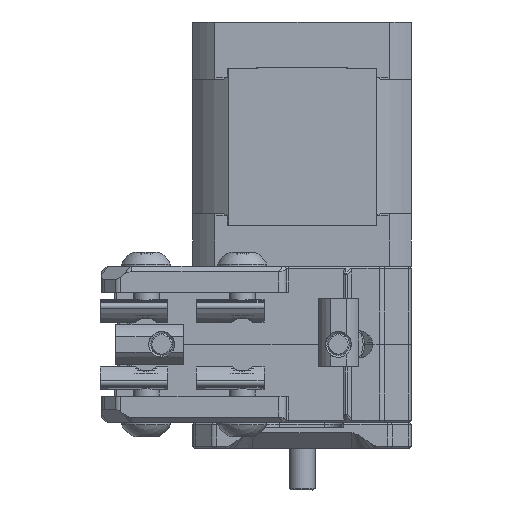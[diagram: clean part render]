
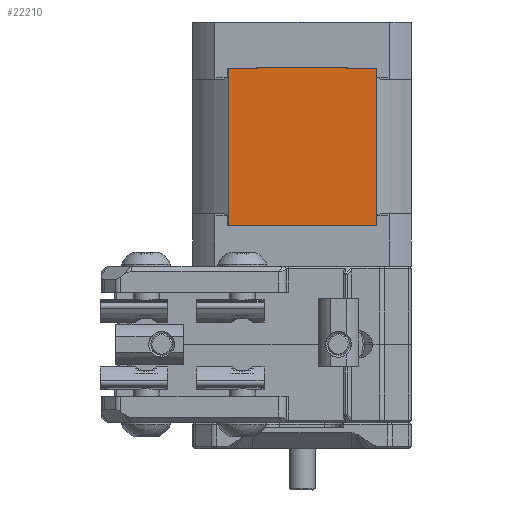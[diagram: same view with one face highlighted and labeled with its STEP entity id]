
A CAD part, left-side view. The second image highlights one B-rep face of the part: STEP entity #22210.
In plain terms, the highlighted planar face has unit normal (-1, 0, 0).
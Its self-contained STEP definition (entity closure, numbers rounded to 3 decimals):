
#1269=PLANE('',#24595);
#3032=LINE('',#39328,#4804);
#3035=LINE('',#39339,#4807);
#3037=LINE('',#39348,#4809);
#3039=LINE('',#39352,#4811);
#3041=LINE('',#39355,#4813);
#3240=LINE('',#40029,#5012);
#3242=LINE('',#40036,#5014);
#3243=LINE('',#40038,#5015);
#3244=LINE('',#40040,#5016);
#3245=LINE('',#40042,#5017);
#3246=LINE('',#40044,#5018);
#3247=LINE('',#40045,#5019);
#4804=VECTOR('',#29427,30.2);
#4807=VECTOR('',#29436,0.1);
#4809=VECTOR('',#29444,0.1);
#4811=VECTOR('',#29450,5.724);
#4813=VECTOR('',#29454,5.724);
#5012=VECTOR('',#30109,17.012);
#5014=VECTOR('',#30117,0.1);
#5015=VECTOR('',#30118,5.724);
#5016=VECTOR('',#30119,30.2);
#5017=VECTOR('',#30120,5.724);
#5018=VECTOR('',#30121,0.1);
#5019=VECTOR('',#30122,17.012);
#6424=FACE_OUTER_BOUND('',#7766,.T.);
#7766=EDGE_LOOP('',(#19156,#19157,#19158,#19159,#19160,#19161,#19162,#19163,
#19164,#19165,#19166,#19167));
#10613=VERTEX_POINT('',#39325);
#10614=VERTEX_POINT('',#39327);
#10618=VERTEX_POINT('',#39336);
#10619=VERTEX_POINT('',#39338);
#10622=VERTEX_POINT('',#39345);
#10623=VERTEX_POINT('',#39347);
#10840=VERTEX_POINT('',#40027);
#10842=VERTEX_POINT('',#40035);
#10843=VERTEX_POINT('',#40037);
#10844=VERTEX_POINT('',#40039);
#10845=VERTEX_POINT('',#40041);
#10846=VERTEX_POINT('',#40043);
#13372=EDGE_CURVE('',#10614,#10613,#3032,.T.);
#13377=EDGE_CURVE('',#10619,#10618,#3035,.T.);
#13381=EDGE_CURVE('',#10623,#10622,#3037,.T.);
#13384=EDGE_CURVE('',#10613,#10623,#3039,.T.);
#13386=EDGE_CURVE('',#10618,#10614,#3041,.T.);
#13707=EDGE_CURVE('',#10622,#10840,#3240,.T.);
#13710=EDGE_CURVE('',#10840,#10842,#3242,.T.);
#13711=EDGE_CURVE('',#10843,#10842,#3243,.T.);
#13712=EDGE_CURVE('',#10844,#10843,#3244,.T.);
#13713=EDGE_CURVE('',#10845,#10844,#3245,.T.);
#13714=EDGE_CURVE('',#10845,#10846,#3246,.T.);
#13715=EDGE_CURVE('',#10846,#10619,#3247,.T.);
#19156=ORIENTED_EDGE('',*,*,#13707,.T.);
#19157=ORIENTED_EDGE('',*,*,#13710,.T.);
#19158=ORIENTED_EDGE('',*,*,#13711,.F.);
#19159=ORIENTED_EDGE('',*,*,#13712,.F.);
#19160=ORIENTED_EDGE('',*,*,#13713,.F.);
#19161=ORIENTED_EDGE('',*,*,#13714,.T.);
#19162=ORIENTED_EDGE('',*,*,#13715,.T.);
#19163=ORIENTED_EDGE('',*,*,#13377,.T.);
#19164=ORIENTED_EDGE('',*,*,#13386,.T.);
#19165=ORIENTED_EDGE('',*,*,#13372,.T.);
#19166=ORIENTED_EDGE('',*,*,#13384,.T.);
#19167=ORIENTED_EDGE('',*,*,#13381,.T.);
#22210=ADVANCED_FACE('',(#6424),#1269,.T.);
#24595=AXIS2_PLACEMENT_3D('',#40034,#30115,#30116);
#29427=DIRECTION('',(0.,0.,-1.));
#29436=DIRECTION('',(0.,0.,-1.));
#29444=DIRECTION('',(0.,0.,-1.));
#29450=DIRECTION('',(0.,-1.,0.));
#29454=DIRECTION('',(0.,1.,0.));
#30109=DIRECTION('',(0.,-1.,0.));
#30115=DIRECTION('center_axis',(-1.,0.,0.));
#30116=DIRECTION('ref_axis',(0.,0.,1.));
#30117=DIRECTION('',(0.,0.,1.));
#30118=DIRECTION('',(0.,1.,0.));
#30119=DIRECTION('',(0.,0.,-1.));
#30120=DIRECTION('',(0.,-1.,0.));
#30121=DIRECTION('',(0.,0.,1.));
#30122=DIRECTION('',(0.,1.,0.));
#39325=CARTESIAN_POINT('',(-21.1,14.23,-19.54));
#39327=CARTESIAN_POINT('',(-21.1,14.23,10.66));
#39328=CARTESIAN_POINT('',(-21.1,14.23,10.66));
#39336=CARTESIAN_POINT('',(-21.1,8.506,10.66));
#39338=CARTESIAN_POINT('',(-21.1,8.506,10.76));
#39339=CARTESIAN_POINT('',(-21.1,8.506,10.76));
#39345=CARTESIAN_POINT('',(-21.1,8.506,-19.64));
#39347=CARTESIAN_POINT('',(-21.1,8.506,-19.54));
#39348=CARTESIAN_POINT('',(-21.1,8.506,-19.54));
#39352=CARTESIAN_POINT('',(-21.1,14.23,-19.54));
#39355=CARTESIAN_POINT('',(-21.1,8.506,10.66));
#40027=CARTESIAN_POINT('',(-21.1,-8.506,-19.64));
#40029=CARTESIAN_POINT('',(-21.1,8.506,-19.64));
#40034=CARTESIAN_POINT('Origin',(-21.1,-14.231,-19.641));
#40035=CARTESIAN_POINT('',(-21.1,-8.506,-19.54));
#40036=CARTESIAN_POINT('',(-21.1,-8.506,-19.64));
#40037=CARTESIAN_POINT('',(-21.1,-14.23,-19.54));
#40038=CARTESIAN_POINT('',(-21.1,-14.23,-19.54));
#40039=CARTESIAN_POINT('',(-21.1,-14.23,10.66));
#40040=CARTESIAN_POINT('',(-21.1,-14.23,10.66));
#40041=CARTESIAN_POINT('',(-21.1,-8.506,10.66));
#40042=CARTESIAN_POINT('',(-21.1,-8.506,10.66));
#40043=CARTESIAN_POINT('',(-21.1,-8.506,10.76));
#40044=CARTESIAN_POINT('',(-21.1,-8.506,10.66));
#40045=CARTESIAN_POINT('',(-21.1,-8.506,10.76));
